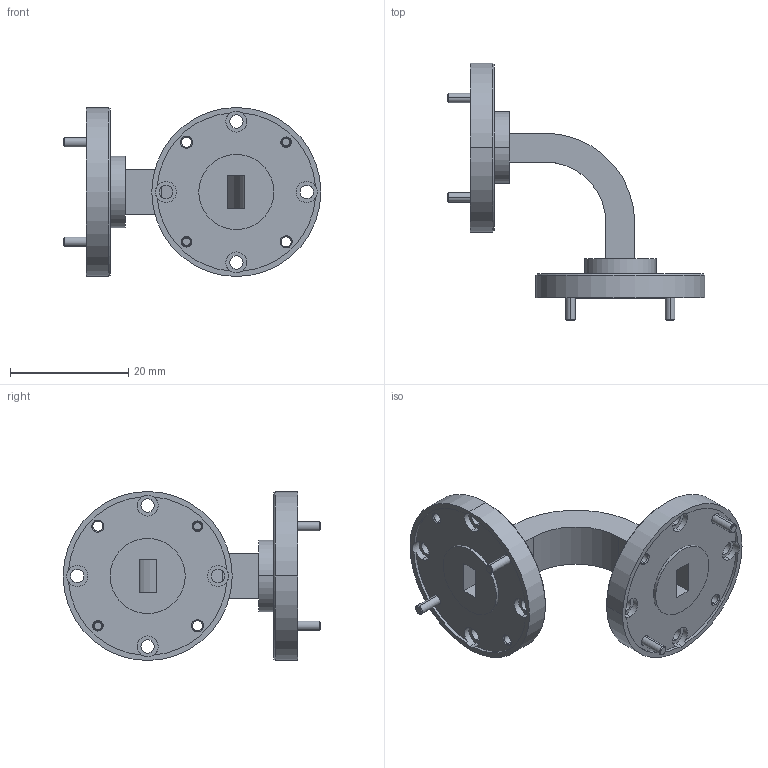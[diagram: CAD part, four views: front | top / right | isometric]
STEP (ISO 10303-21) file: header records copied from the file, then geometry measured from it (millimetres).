
FILE_DESCRIPTION (( 'STEP AP214' ), '1' );
FILE_NAME ('WB-EQ-A.STEP', '2025-01-24T21:42:31', ( '' ), ( '' ), 'SwSTEP 2.0', 'SolidWorks 2021', '' );
FILE_SCHEMA (( 'AUTOMOTIVE_DESIGN' ));
Length unit declared in the file: inch
Products named in the file (1): WB-EQ-A
Bounding box: 43.56 x 43.56 x 28.57 mm (x, y, z)
Volume: 5658 mm3; surface area: 5513.7 mm2
Topology: 5 solids, 5 shells, 154 faces, 374 edges, 238 vertices
Faces by surface type: cylinder 80, plane 38, cone 36
Entity records: 6734 total; most frequent: DIRECTION 898, CARTESIAN_POINT 767, ORIENTED_EDGE 748, EDGE_CURVE 374, AXIS2_PLACEMENT_3D 369, VERTEX_POINT 238, CIRCLE 214, EDGE_LOOP 196
